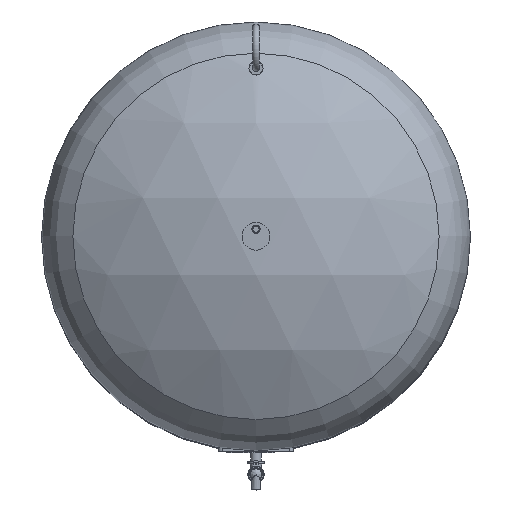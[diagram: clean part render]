
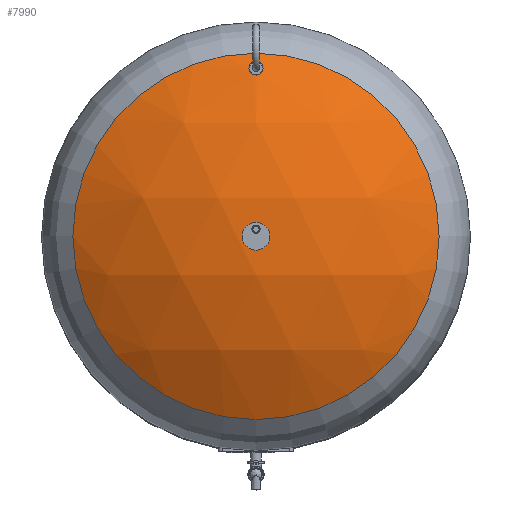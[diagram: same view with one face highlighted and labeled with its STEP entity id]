
A CAD part, top view. The second image highlights one B-rep face of the part: STEP entity #7990.
In plain terms, the highlighted spherical face has radius 594 mm.
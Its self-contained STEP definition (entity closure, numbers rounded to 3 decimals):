
#43=SPHERICAL_SURFACE($,#8814,594.);
#57=B_SPLINE_CURVE_WITH_KNOTS($,3,(#13063,#13064,#13065,#13066,#13067,#13068,
#13069,#13070,#13071,#13072,#13073,#13074,#13075,#13076,#13077,#13078,#13079,
#13080,#13081,#13082,#13083,#13084,#13085,#13086,#13087,#13088,#13089,#13090,
#13091,#13092,#13093,#13094,#13095,#13096,#13097,#13098,#13099,#13100,#13101,
#13102,#13103,#13104,#13105,#13106,#13107,#13108,#13109,#13110,#13111,#13112,
#13113,#13114,#13115,#13116,#13117,#13118,#13119,#13120,#13121,#13122,#13123,
#13124,#13125,#13126,#13127,#13128),.UNSPECIFIED.,.T.,.F.,(4,2,2,2,2,2,
2,2,2,2,2,2,2,2,2,2,2,2,2,2,2,2,2,2,2,2,2,2,2,2,2,2,4),(0.,1.994,
3.987,5.981,7.974,10.293,12.612,
14.931,17.25,19.564,21.878,24.192,
26.506,28.499,30.492,32.484,34.477,
36.47,38.463,40.456,42.449,44.763,
47.077,49.391,51.705,54.024,56.343,
58.662,60.981,62.974,64.968,66.961,
68.955),.UNSPECIFIED.);
#355=FACE_BOUND($,#1649,.T.);
#623=CIRCLE($,#8815,315.931);
#1066=FACE_OUTER_BOUND($,#1648,.T.);
#1648=EDGE_LOOP($,(#6342));
#1649=EDGE_LOOP($,(#6343));
#3765=VERTEX_POINT($,#13062);
#3766=VERTEX_POINT($,#13131);
#4688=EDGE_CURVE($,#3765,#3765,#57,.T.);
#4689=EDGE_CURVE($,#3766,#3766,#623,.T.);
#6342=ORIENTED_EDGE($,*,*,#4689,.F.);
#6343=ORIENTED_EDGE($,*,*,#4688,.T.);
#7990=ADVANCED_FACE($,(#1066,#355),#43,.T.);
#8814=AXIS2_PLACEMENT_3D($,#13130,#10540,#10541);
#8815=AXIS2_PLACEMENT_3D($,#13132,#10542,#10543);
#10540=DIRECTION('center_axis',(0.,-1.,0.));
#10541=DIRECTION('ref_axis',(-1.,0.,0.));
#10542=DIRECTION('center_axis',(0.,0.,
-1.));
#10543=DIRECTION('ref_axis',(1.,0.,0.));
#13062=CARTESIAN_POINT('',(0.,300.65,1358.294));
#13063=CARTESIAN_POINT('Ctrl Pts',(0.,300.65,1358.294));
#13064=CARTESIAN_POINT('Ctrl Pts',(0.665,300.65,1358.294));
#13065=CARTESIAN_POINT('Ctrl Pts',(1.348,300.587,1358.33));
#13066=CARTESIAN_POINT('Ctrl Pts',(2.7,300.325,1358.478));
#13067=CARTESIAN_POINT('Ctrl Pts',(3.368,300.127,1358.591));
#13068=CARTESIAN_POINT('Ctrl Pts',(4.642,299.61,1358.883));
#13069=CARTESIAN_POINT('Ctrl Pts',(5.249,299.29,1359.063));
#13070=CARTESIAN_POINT('Ctrl Pts',(6.366,298.564,1359.474));
#13071=CARTESIAN_POINT('Ctrl Pts',(6.875,298.157,1359.704));
#13072=CARTESIAN_POINT('Ctrl Pts',(7.848,297.235,1360.224));
#13073=CARTESIAN_POINT('Ctrl Pts',(8.329,296.677,1360.538));
#13074=CARTESIAN_POINT('Ctrl Pts',(9.168,295.47,1361.219));
#13075=CARTESIAN_POINT('Ctrl Pts',(9.525,294.82,1361.584));
#13076=CARTESIAN_POINT('Ctrl Pts',(10.095,293.472,1362.342));
#13077=CARTESIAN_POINT('Ctrl Pts',(10.307,292.773,1362.734));
#13078=CARTESIAN_POINT('Ctrl Pts',(10.585,291.375,1363.519));
#13079=CARTESIAN_POINT('Ctrl Pts',(10.65,290.675,1363.911));
#13080=CARTESIAN_POINT('Ctrl Pts',(10.65,289.327,1364.665));
#13081=CARTESIAN_POINT('Ctrl Pts',(10.585,288.628,1365.055));
#13082=CARTESIAN_POINT('Ctrl Pts',(10.308,287.231,1365.836));
#13083=CARTESIAN_POINT('Ctrl Pts',(10.096,286.532,1366.225));
#13084=CARTESIAN_POINT('Ctrl Pts',(9.527,285.185,1366.976));
#13085=CARTESIAN_POINT('Ctrl Pts',(9.17,284.535,1367.337));
#13086=CARTESIAN_POINT('Ctrl Pts',(8.333,283.327,1368.009));
#13087=CARTESIAN_POINT('Ctrl Pts',(7.852,282.769,1368.319));
#13088=CARTESIAN_POINT('Ctrl Pts',(6.879,281.846,1368.831));
#13089=CARTESIAN_POINT('Ctrl Pts',(6.369,281.438,1369.057));
#13090=CARTESIAN_POINT('Ctrl Pts',(5.251,280.71,1369.46));
#13091=CARTESIAN_POINT('Ctrl Pts',(4.643,280.391,1369.637));
#13092=CARTESIAN_POINT('Ctrl Pts',(3.369,279.873,1369.924));
#13093=CARTESIAN_POINT('Ctrl Pts',(2.7,279.675,1370.034));
#13094=CARTESIAN_POINT('Ctrl Pts',(1.348,279.413,1370.178));
#13095=CARTESIAN_POINT('Ctrl Pts',(0.664,279.35,1370.213));
#13096=CARTESIAN_POINT('Ctrl Pts',(-0.664,279.35,1370.213));
#13097=CARTESIAN_POINT('Ctrl Pts',(-1.348,279.413,1370.178));
#13098=CARTESIAN_POINT('Ctrl Pts',(-2.7,279.675,1370.034));
#13099=CARTESIAN_POINT('Ctrl Pts',(-3.369,279.873,1369.924));
#13100=CARTESIAN_POINT('Ctrl Pts',(-4.643,280.391,1369.637));
#13101=CARTESIAN_POINT('Ctrl Pts',(-5.251,280.71,1369.46));
#13102=CARTESIAN_POINT('Ctrl Pts',(-6.369,281.438,1369.057));
#13103=CARTESIAN_POINT('Ctrl Pts',(-6.879,281.846,1368.831));
#13104=CARTESIAN_POINT('Ctrl Pts',(-7.852,282.769,1368.319));
#13105=CARTESIAN_POINT('Ctrl Pts',(-8.333,283.327,1368.009));
#13106=CARTESIAN_POINT('Ctrl Pts',(-9.17,284.535,1367.337));
#13107=CARTESIAN_POINT('Ctrl Pts',(-9.527,285.185,1366.976));
#13108=CARTESIAN_POINT('Ctrl Pts',(-10.096,286.532,1366.225));
#13109=CARTESIAN_POINT('Ctrl Pts',(-10.308,287.231,1365.836));
#13110=CARTESIAN_POINT('Ctrl Pts',(-10.585,288.628,1365.055));
#13111=CARTESIAN_POINT('Ctrl Pts',(-10.65,289.327,1364.665));
#13112=CARTESIAN_POINT('Ctrl Pts',(-10.65,290.675,1363.911));
#13113=CARTESIAN_POINT('Ctrl Pts',(-10.585,291.375,1363.519));
#13114=CARTESIAN_POINT('Ctrl Pts',(-10.307,292.773,1362.734));
#13115=CARTESIAN_POINT('Ctrl Pts',(-10.095,293.472,1362.342));
#13116=CARTESIAN_POINT('Ctrl Pts',(-9.525,294.82,1361.584));
#13117=CARTESIAN_POINT('Ctrl Pts',(-9.168,295.47,1361.219));
#13118=CARTESIAN_POINT('Ctrl Pts',(-8.329,296.677,1360.538));
#13119=CARTESIAN_POINT('Ctrl Pts',(-7.848,297.235,1360.224));
#13120=CARTESIAN_POINT('Ctrl Pts',(-6.875,298.157,1359.704));
#13121=CARTESIAN_POINT('Ctrl Pts',(-6.366,298.564,1359.474));
#13122=CARTESIAN_POINT('Ctrl Pts',(-5.249,299.29,1359.063));
#13123=CARTESIAN_POINT('Ctrl Pts',(-4.642,299.61,1358.883));
#13124=CARTESIAN_POINT('Ctrl Pts',(-3.368,300.127,1358.591));
#13125=CARTESIAN_POINT('Ctrl Pts',(-2.7,300.325,1358.478));
#13126=CARTESIAN_POINT('Ctrl Pts',(-1.348,300.587,1358.33));
#13127=CARTESIAN_POINT('Ctrl Pts',(-0.665,300.65,1358.294));
#13128=CARTESIAN_POINT('Ctrl Pts',(0.,300.65,1358.294));
#13130=CARTESIAN_POINT('Origin',(0.,0.,
846.));
#13131=CARTESIAN_POINT('',(315.931,0.,1349.014));
#13132=CARTESIAN_POINT('Origin',(0.,0.,
1349.014));
